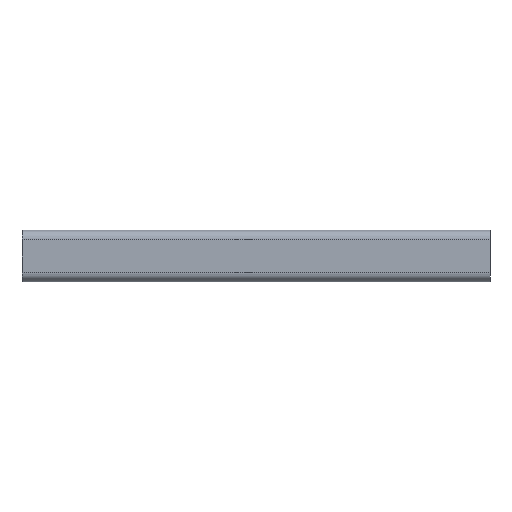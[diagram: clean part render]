
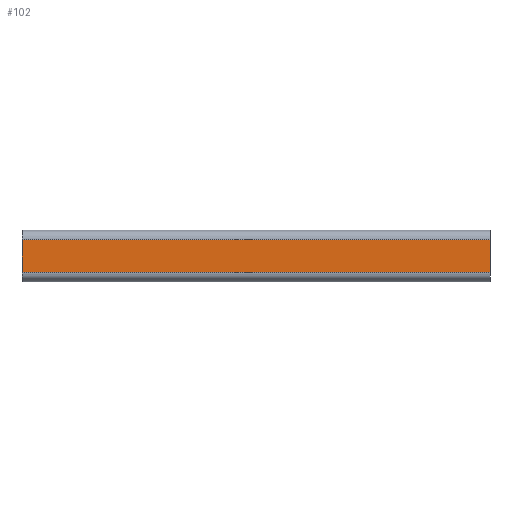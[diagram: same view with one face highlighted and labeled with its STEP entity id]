
A CAD part, left-side view. The second image highlights one B-rep face of the part: STEP entity #102.
In plain terms, the highlighted planar face has unit normal (-1, 0, 0).
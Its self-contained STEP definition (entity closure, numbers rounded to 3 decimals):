
#102 = ADVANCED_FACE( '', ( #221 ), #222, .T. );
#221 = FACE_OUTER_BOUND( '', #354, .T. );
#222 = PLANE( '', #355 );
#354 = EDGE_LOOP( '', ( #571, #572, #573, #574 ) );
#355 = AXIS2_PLACEMENT_3D( '', #575, #576, #577 );
#571 = ORIENTED_EDGE( '', *, *, #919, .F. );
#572 = ORIENTED_EDGE( '', *, *, #920, .F. );
#573 = ORIENTED_EDGE( '', *, *, #921, .T. );
#574 = ORIENTED_EDGE( '', *, *, #922, .T. );
#575 = CARTESIAN_POINT( '', ( -10., 100., 3.5 ) );
#576 = DIRECTION( '', ( -1., 0., 0. ) );
#577 = DIRECTION( '', ( 0., 0., 1. ) );
#919 = EDGE_CURVE( '', #1141, #1142, #1143, .T. );
#920 = EDGE_CURVE( '', #1144, #1141, #1145, .T. );
#921 = EDGE_CURVE( '', #1144, #1146, #1147, .T. );
#922 = EDGE_CURVE( '', #1146, #1142, #1148, .T. );
#1141 = VERTEX_POINT( '', #1433 );
#1142 = VERTEX_POINT( '', #1434 );
#1143 = LINE( '', #1435, #1436 );
#1144 = VERTEX_POINT( '', #1437 );
#1145 = LINE( '', #1438, #1439 );
#1146 = VERTEX_POINT( '', #1440 );
#1147 = LINE( '', #1441, #1442 );
#1148 = LINE( '', #1443, #1444 );
#1433 = CARTESIAN_POINT( '', ( -10., 0., 3.5 ) );
#1434 = CARTESIAN_POINT( '', ( -10., 0., -3.5 ) );
#1435 = CARTESIAN_POINT( '', ( -10., 0., 3.5 ) );
#1436 = VECTOR( '', #1660, 1000. );
#1437 = CARTESIAN_POINT( '', ( -10., 100., 3.5 ) );
#1438 = CARTESIAN_POINT( '', ( -10., 100., 3.5 ) );
#1439 = VECTOR( '', #1661, 1000. );
#1440 = CARTESIAN_POINT( '', ( -10., 100., -3.5 ) );
#1441 = CARTESIAN_POINT( '', ( -10., 100., 3.5 ) );
#1442 = VECTOR( '', #1662, 1000. );
#1443 = CARTESIAN_POINT( '', ( -10., 100., -3.5 ) );
#1444 = VECTOR( '', #1663, 1000. );
#1660 = DIRECTION( '', ( 0., 0., -1. ) );
#1661 = DIRECTION( '', ( 0., -1., 0. ) );
#1662 = DIRECTION( '', ( 0., 0., -1. ) );
#1663 = DIRECTION( '', ( 0., -1., 0. ) );
